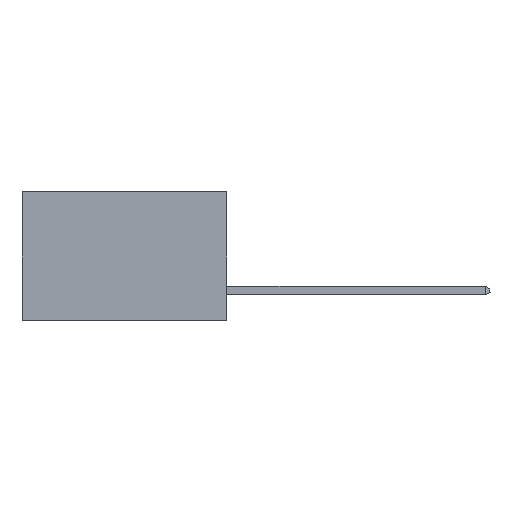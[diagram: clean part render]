
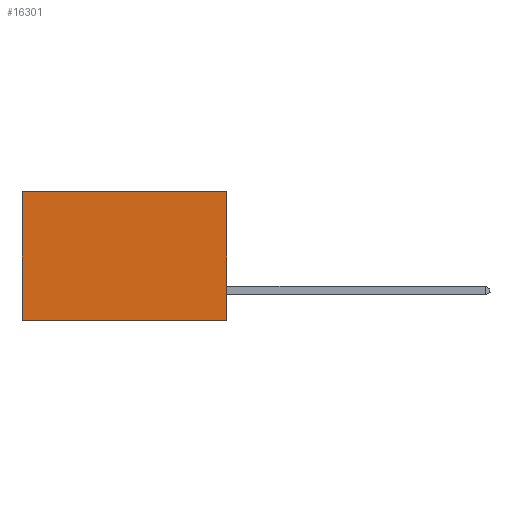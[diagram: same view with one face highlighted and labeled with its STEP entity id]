
A CAD part, left-side view. The second image highlights one B-rep face of the part: STEP entity #16301.
In plain terms, the highlighted planar face has unit normal (-1, 0, 0).
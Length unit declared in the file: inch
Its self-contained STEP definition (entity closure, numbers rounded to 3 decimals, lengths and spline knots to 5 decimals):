
#157 = ORIENTED_EDGE ( 'NONE', *, *, #26372, .F. ) ;
#1033 = CARTESIAN_POINT ( 'NONE',  ( 0.277, 0.59, -0.37 ) ) ;
#1406 = VECTOR ( 'NONE', #7836, 39.37008 ) ;
#2062 = DIRECTION ( 'NONE',  ( 0., 0., -1. ) ) ;
#3385 = DIRECTION ( 'NONE',  ( 1., 0., 0. ) ) ;
#4077 = VERTEX_POINT ( 'NONE', #1033 ) ;
#5150 = VERTEX_POINT ( 'NONE', #27025 ) ;
#6397 = VECTOR ( 'NONE', #19100, 39.37008 ) ;
#7658 = EDGE_CURVE ( 'NONE', #5150, #14162, #26515, .T. ) ;
#7836 = DIRECTION ( 'NONE',  ( 0., 1., 0. ) ) ;
#7911 = CARTESIAN_POINT ( 'NONE',  ( 0.277, 0., -0.37 ) ) ;
#9201 = CARTESIAN_POINT ( 'NONE',  ( 0.277, 0.59, 0. ) ) ;
#9568 = EDGE_CURVE ( 'NONE', #24931, #4077, #27544, .T. ) ;
#11064 = PLANE ( 'NONE',  #11313 ) ;
#11313 = AXIS2_PLACEMENT_3D ( 'NONE', #18569, #3385, #21101 ) ;
#11403 = ORIENTED_EDGE ( 'NONE', *, *, #7658, .T. ) ;
#14162 = VERTEX_POINT ( 'NONE', #9201 ) ;
#14617 = DIRECTION ( 'NONE',  ( 0., 0., -1. ) ) ;
#14926 = LINE ( 'NONE', #29585, #24748 ) ;
#16301 = ADVANCED_FACE ( 'NONE', ( #29406 ), #11064, .F. ) ;
#18569 = CARTESIAN_POINT ( 'NONE',  ( 0.277, 0., -0.37 ) ) ;
#19100 = DIRECTION ( 'NONE',  ( 0., 1., 0. ) ) ;
#19152 = CARTESIAN_POINT ( 'NONE',  ( 0.277, 0., -0.37 ) ) ;
#19621 = CARTESIAN_POINT ( 'NONE',  ( 0.277, 0., 0. ) ) ;
#21101 = DIRECTION ( 'NONE',  ( 0., 0., -1. ) ) ;
#22054 = EDGE_CURVE ( 'NONE', #14162, #4077, #23207, .T. ) ;
#22343 = CARTESIAN_POINT ( 'NONE',  ( 0.277, 0.59, -0.37 ) ) ;
#23207 = LINE ( 'NONE', #22343, #29066 ) ;
#24721 = ORIENTED_EDGE ( 'NONE', *, *, #9568, .F. ) ;
#24748 = VECTOR ( 'NONE', #14617, 39.37008 ) ;
#24841 = ORIENTED_EDGE ( 'NONE', *, *, #22054, .T. ) ;
#24931 = VERTEX_POINT ( 'NONE', #19152 ) ;
#25584 = EDGE_LOOP ( 'NONE', ( #24841, #24721, #157, #11403 ) ) ;
#26372 = EDGE_CURVE ( 'NONE', #5150, #24931, #14926, .T. ) ;
#26515 = LINE ( 'NONE', #19621, #6397 ) ;
#27025 = CARTESIAN_POINT ( 'NONE',  ( 0.277, 0., 0. ) ) ;
#27544 = LINE ( 'NONE', #7911, #1406 ) ;
#29066 = VECTOR ( 'NONE', #2062, 39.37008 ) ;
#29406 = FACE_OUTER_BOUND ( 'NONE', #25584, .T. ) ;
#29585 = CARTESIAN_POINT ( 'NONE',  ( 0.277, 0., -0.37 ) ) ;
